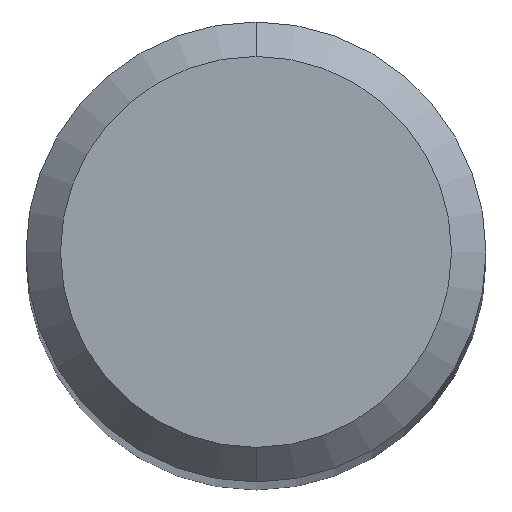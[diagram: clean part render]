
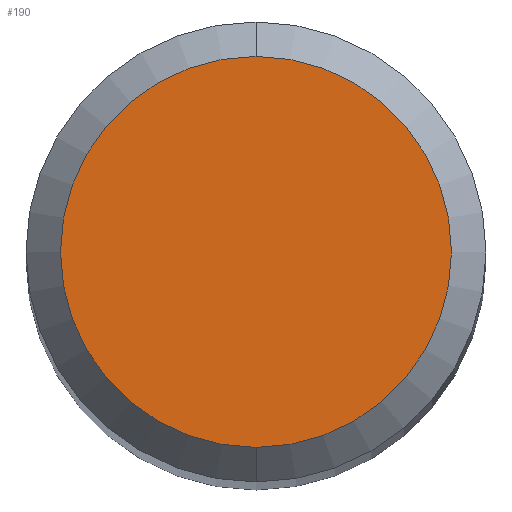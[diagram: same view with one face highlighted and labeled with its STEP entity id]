
A CAD part, top view. The second image highlights one B-rep face of the part: STEP entity #190.
In plain terms, the highlighted planar face has unit normal (0, 0, 1).
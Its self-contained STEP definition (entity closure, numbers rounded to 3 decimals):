
#166=EDGE_CURVE('',#204,#178,#323,.T.);
#178=VERTEX_POINT('',#336);
#180=EDGE_CURVE('',#178,#204,#338,.T.);
#190=ADVANCED_FACE('',(#351),#352,.T.);
#204=VERTEX_POINT('',#366);
#323=CIRCLE('',#498,1.7);
#336=CARTESIAN_POINT('',(0.,-1.7,0.));
#338=CIRCLE('',#517,1.7);
#351=FACE_OUTER_BOUND('',#532,.T.);
#352=PLANE('',#533);
#366=CARTESIAN_POINT('',(0.0,1.7,0.));
#498=AXIS2_PLACEMENT_3D('',#682,#683,#684);
#517=AXIS2_PLACEMENT_3D('',#697,#698,#699);
#532=EDGE_LOOP('',(#722,#723));
#533=AXIS2_PLACEMENT_3D('',#724,#725,#726);
#682=CARTESIAN_POINT('',(0.0,0.0,0.));
#683=DIRECTION('',(0.0,0.0,-1.0));
#684=DIRECTION('',(0.0,1.0,0.0));
#697=CARTESIAN_POINT('',(0.0,0.0,0.));
#698=DIRECTION('',(0.0,0.0,-1.0));
#699=DIRECTION('',(0.0,1.0,0.0));
#722=ORIENTED_EDGE('',*,*,#166,.F.);
#723=ORIENTED_EDGE('',*,*,#180,.F.);
#724=CARTESIAN_POINT('',(0.0,0.85,0.));
#725=DIRECTION('',(-0.0,0.0,1.0));
#726=DIRECTION('',(0.0,-1.0,0.0));
